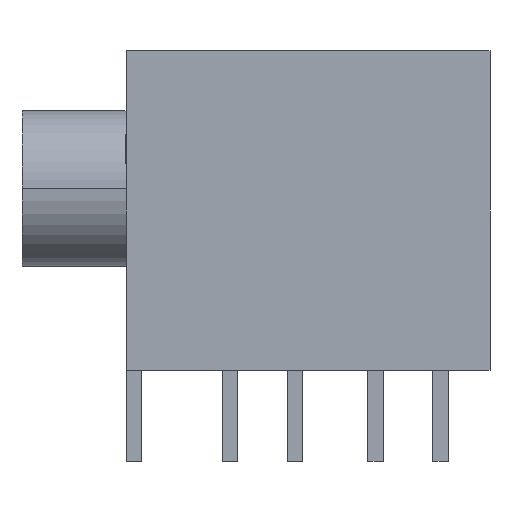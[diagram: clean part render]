
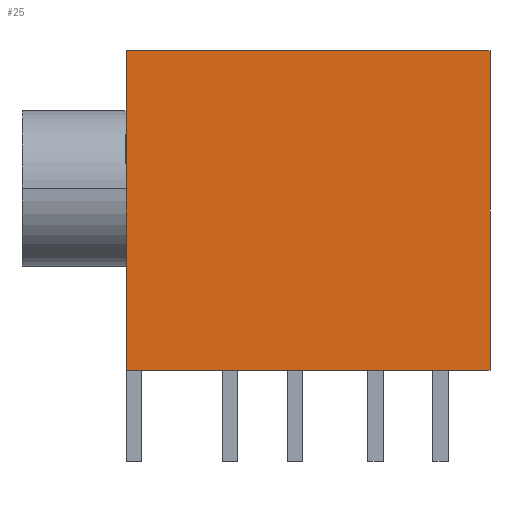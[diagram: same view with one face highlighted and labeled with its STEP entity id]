
A CAD part, left-side view. The second image highlights one B-rep face of the part: STEP entity #25.
In plain terms, the highlighted planar face has unit normal (-1, 0, 0).
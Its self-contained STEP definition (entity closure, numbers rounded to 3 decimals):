
#25=ADVANCED_FACE('',(#68),#548,.T.);
#68=FACE_OUTER_BOUND('',#109,.T.);
#109=EDGE_LOOP('',(#171,#172,#173,#174));
#171=ORIENTED_EDGE('',*,*,#321,.T.);
#172=ORIENTED_EDGE('',*,*,#322,.T.);
#173=ORIENTED_EDGE('',*,*,#323,.F.);
#174=ORIENTED_EDGE('',*,*,#318,.F.);
#318=EDGE_CURVE('',#488,#489,#415,.T.);
#321=EDGE_CURVE('',#488,#491,#418,.T.);
#322=EDGE_CURVE('',#491,#492,#419,.T.);
#323=EDGE_CURVE('',#489,#492,#420,.T.);
#415=B_SPLINE_CURVE_WITH_KNOTS('',1,(#803,#804),.UNSPECIFIED.,.F.,.F.,(2,
2),(0.,14.),.UNSPECIFIED.);
#418=B_SPLINE_CURVE_WITH_KNOTS('',1,(#809,#810),.UNSPECIFIED.,.F.,.F.,(2,
2),(8.1,20.4),.UNSPECIFIED.);
#419=B_SPLINE_CURVE_WITH_KNOTS('',1,(#811,#812),.UNSPECIFIED.,.F.,.F.,(2,
2),(0.,14.),.UNSPECIFIED.);
#420=B_SPLINE_CURVE_WITH_KNOTS('',1,(#813,#814),.UNSPECIFIED.,.F.,.F.,(2,
2),(8.1,20.4),.UNSPECIFIED.);
#488=VERTEX_POINT('',#746);
#489=VERTEX_POINT('',#747);
#491=VERTEX_POINT('',#749);
#492=VERTEX_POINT('',#750);
#548=PLANE('',#601);
#601=AXIS2_PLACEMENT_3D('',#673,#637,$);
#637=DIRECTION('',(-1.,0.,0.));
#673=CARTESIAN_POINT('',(-5.3,35.05,-13.3));
#746=CARTESIAN_POINT('',(-5.3,35.05,-13.3));
#747=CARTESIAN_POINT('',(-5.3,49.05,-13.3));
#749=CARTESIAN_POINT('',(-5.3,35.05,-1.));
#750=CARTESIAN_POINT('',(-5.3,49.05,-1.));
#803=CARTESIAN_POINT('',(-5.3,35.05,-13.3));
#804=CARTESIAN_POINT('',(-5.3,49.05,-13.3));
#809=CARTESIAN_POINT('',(-5.3,35.05,-13.3));
#810=CARTESIAN_POINT('',(-5.3,35.05,-1.));
#811=CARTESIAN_POINT('',(-5.3,35.05,-1.));
#812=CARTESIAN_POINT('',(-5.3,49.05,-1.));
#813=CARTESIAN_POINT('',(-5.3,49.05,-13.3));
#814=CARTESIAN_POINT('',(-5.3,49.05,-1.));
